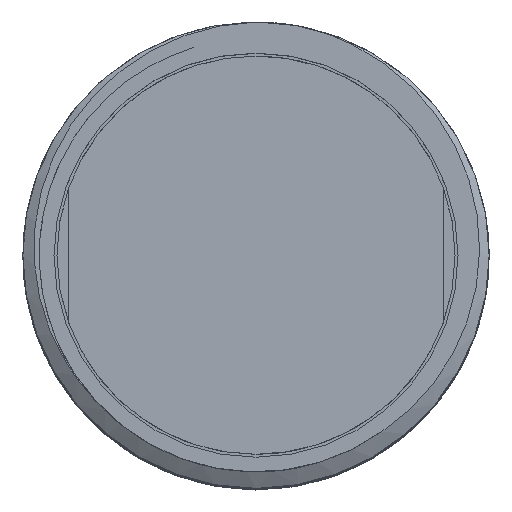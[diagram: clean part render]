
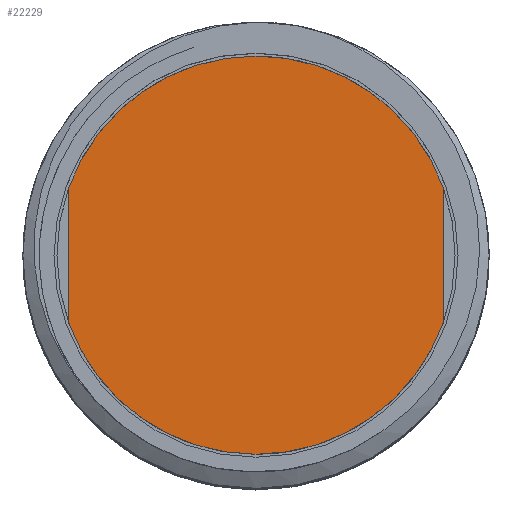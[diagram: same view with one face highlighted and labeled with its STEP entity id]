
A CAD part, top view. The second image highlights one B-rep face of the part: STEP entity #22229.
In plain terms, the highlighted planar face has unit normal (0, 0, 1).
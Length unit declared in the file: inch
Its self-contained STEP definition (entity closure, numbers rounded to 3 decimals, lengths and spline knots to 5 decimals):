
#8239=CARTESIAN_POINT('',(0.,0.,0.));
#8240=DIRECTION('',(0.,0.,1.));
#8241=DIRECTION('',(0.,1.,0.));
#8242=AXIS2_PLACEMENT_3D('',#8239,#8240,#8241);
#8244=CARTESIAN_POINT('',(0.,0.,0.));
#8245=DIRECTION('',(0.,0.,1.));
#8246=DIRECTION('',(-0.942,-0.335,0.));
#8247=AXIS2_PLACEMENT_3D('',#8244,#8245,#8246);
#8285=CARTESIAN_POINT('',(0.,0.,0.));
#8286=DIRECTION('',(0.,0.,-1.));
#8287=DIRECTION('',(0.942,-0.335,0.));
#8288=AXIS2_PLACEMENT_3D('',#8285,#8286,#8287);
#8290=CARTESIAN_POINT('',(0.,0.,0.));
#8291=DIRECTION('',(0.,0.,-1.));
#8292=DIRECTION('',(0.,1.,0.));
#8293=AXIS2_PLACEMENT_3D('',#8290,#8291,#8292);
#8299=DIRECTION('',(0.,-1.,0.));
#8300=VECTOR('',#8299,0.20279);
#8301=CARTESIAN_POINT('',(0.285,0.1014,0.));
#8302=LINE('',#8301,#8300);
#8303=DIRECTION('',(0.,1.,0.));
#8304=VECTOR('',#8303,0.20279);
#8305=CARTESIAN_POINT('',(-0.285,-0.1014,0.));
#8306=LINE('',#8305,#8304);
#9032=CARTESIAN_POINT('',(0.285,0.1014,0.));
#9033=CARTESIAN_POINT('',(0.285,-0.1014,0.));
#9034=VERTEX_POINT('',#9032);
#9035=VERTEX_POINT('',#9033);
#9036=CARTESIAN_POINT('',(-0.285,-0.1014,0.));
#9037=CARTESIAN_POINT('',(-0.285,0.1014,0.));
#9038=VERTEX_POINT('',#9036);
#9039=VERTEX_POINT('',#9037);
#9048=CARTESIAN_POINT('',(0.,0.3025,0.));
#9049=VERTEX_POINT('',#9048);
#9050=CARTESIAN_POINT('',(0.,-0.3025,0.));
#9051=VERTEX_POINT('',#9050);
#22214=CARTESIAN_POINT('',(0.,0.,0.));
#22215=DIRECTION('',(0.,0.,1.));
#22216=DIRECTION('',(0.,-1.,0.));
#22217=AXIS2_PLACEMENT_3D('',#22214,#22215,#22216);
#22218=PLANE('',#22217);
#22220=ORIENTED_EDGE('',*,*,#22219,.T.);
#22221=ORIENTED_EDGE('',*,*,#22200,.T.);
#22222=ORIENTED_EDGE('',*,*,#22182,.F.);
#22224=ORIENTED_EDGE('',*,*,#22223,.T.);
#22225=ORIENTED_EDGE('',*,*,#22174,.F.);
#22226=ORIENTED_EDGE('',*,*,#22208,.T.);
#22227=EDGE_LOOP('',(#22220,#22221,#22222,#22224,#22225,#22226));
#22228=FACE_OUTER_BOUND('',#22227,.F.);
#22229=ADVANCED_FACE('',(#22228),#22218,.T.);
#8243=CIRCLE('',#8242,0.3025);
#8248=CIRCLE('',#8247,0.3025);
#8289=CIRCLE('',#8288,0.3025);
#8294=CIRCLE('',#8293,0.3025);
#22174=EDGE_CURVE('',#9049,#9039,#8243,.T.);
#22182=EDGE_CURVE('',#9038,#9051,#8248,.T.);
#22200=EDGE_CURVE('',#9035,#9051,#8289,.T.);
#22208=EDGE_CURVE('',#9049,#9034,#8294,.T.);
#22219=EDGE_CURVE('',#9034,#9035,#8302,.T.);
#22223=EDGE_CURVE('',#9038,#9039,#8306,.T.);
